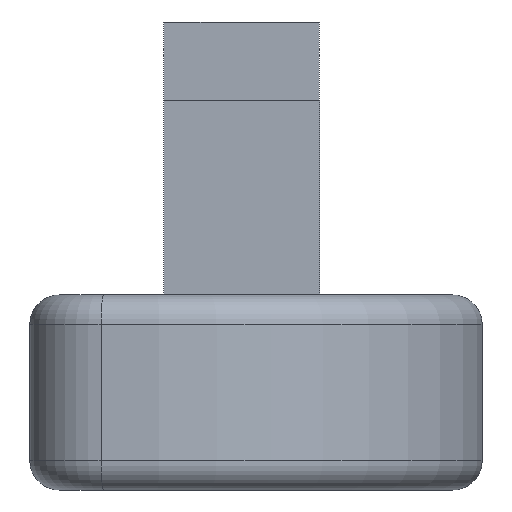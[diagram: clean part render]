
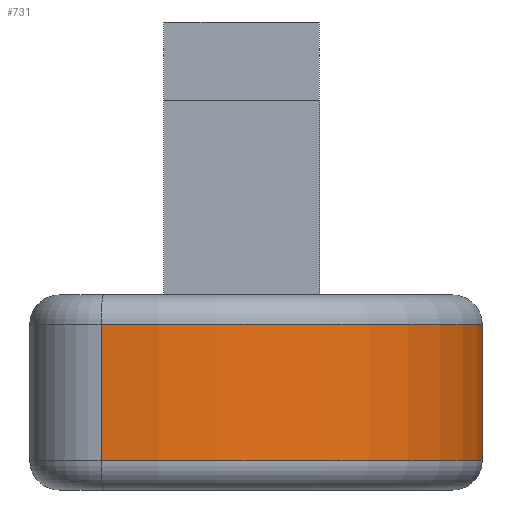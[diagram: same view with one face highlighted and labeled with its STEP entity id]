
A CAD part, left-side view. The second image highlights one B-rep face of the part: STEP entity #731.
In plain terms, the highlighted cylindrical face has radius 18 mm (diameter 36 mm), a partial arc.
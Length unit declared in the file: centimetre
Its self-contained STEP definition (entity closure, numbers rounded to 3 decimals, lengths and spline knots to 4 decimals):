
#107=CYLINDRICAL_SURFACE('',#785,1.8);
#136=CIRCLE('',#783,1.8);
#137=CIRCLE('',#786,1.8);
#193=VERTEX_POINT('',#1100);
#195=VERTEX_POINT('',#1108);
#196=VERTEX_POINT('',#1114);
#197=VERTEX_POINT('',#1116);
#256=VECTOR('',#920,1.);
#257=VECTOR('',#923,1.);
#315=LINE('',#1113,#256);
#316=LINE('',#1117,#257);
#395=EDGE_CURVE('',#193,#195,#136,.T.);
#397=EDGE_CURVE('',#196,#193,#315,.T.);
#398=EDGE_CURVE('',#197,#196,#137,.T.);
#399=EDGE_CURVE('',#197,#195,#316,.T.);
#556=ORIENTED_EDGE('',*,*,#395,.F.);
#557=ORIENTED_EDGE('',*,*,#397,.F.);
#558=ORIENTED_EDGE('',*,*,#398,.F.);
#559=ORIENTED_EDGE('',*,*,#399,.T.);
#647=EDGE_LOOP('',(#556,#557,#558,#559));
#690=FACE_BOUND('',#647,.T.);
#731=ADVANCED_FACE('',(#690),#107,.T.);
#783=AXIS2_PLACEMENT_3D('',#1109,#913,#914);
#785=AXIS2_PLACEMENT_3D('',#1112,#918,#919);
#786=AXIS2_PLACEMENT_3D('',#1115,#921,#922);
#913=DIRECTION('',(0.,0.,1.));
#914=DIRECTION('',(-1.326,-1.217,0.));
#918=DIRECTION('',(0.,0.,1.));
#919=DIRECTION('',(1.8,0.,0.));
#920=DIRECTION('',(0.,0.,1.));
#921=DIRECTION('',(0.,0.,-1.));
#922=DIRECTION('',(-1.326,-1.217,0.));
#923=DIRECTION('',(0.,0.,1.));
#1100=CARTESIAN_POINT('',(0.0938,-0.3657,0.85));
#1108=CARTESIAN_POINT('',(1.8872,-2.32,0.85));
#1109=CARTESIAN_POINT('',(1.8872,-0.52,0.85));
#1112=CARTESIAN_POINT('',(1.8872,-0.52,0.));
#1113=CARTESIAN_POINT('',(0.0938,-0.3657,0.));
#1114=CARTESIAN_POINT('',(0.0938,-0.3657,0.15));
#1115=CARTESIAN_POINT('',(1.8872,-0.52,0.15));
#1116=CARTESIAN_POINT('',(1.8872,-2.32,0.15));
#1117=CARTESIAN_POINT('',(1.8872,-2.32,0.));
